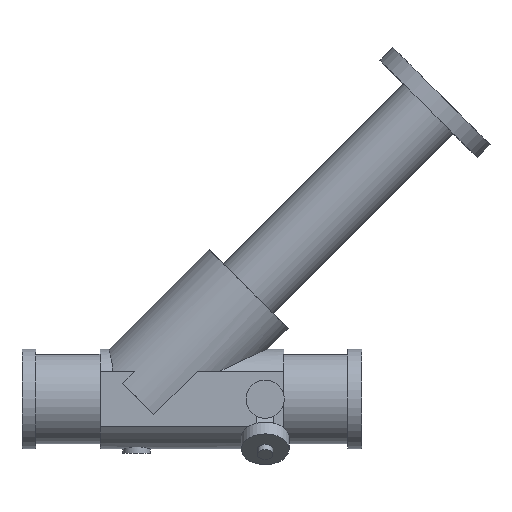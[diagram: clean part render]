
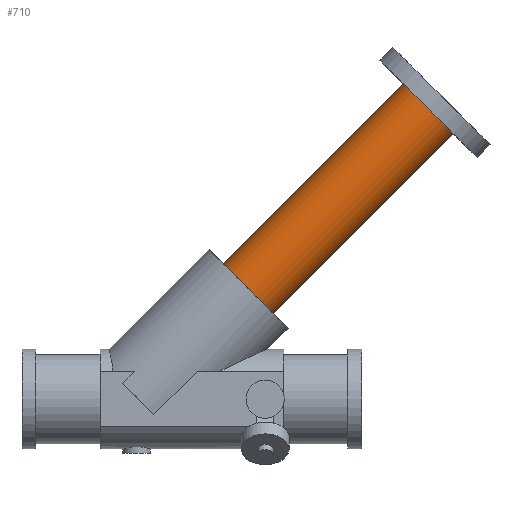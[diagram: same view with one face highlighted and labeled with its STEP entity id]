
A CAD part, front view. The second image highlights one B-rep face of the part: STEP entity #710.
In plain terms, the highlighted cylindrical face has radius 23 mm (diameter 46 mm), a full revolution.
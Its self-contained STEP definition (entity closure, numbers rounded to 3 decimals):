
#70=CIRCLE('',#788,23.);
#74=CIRCLE('',#796,23.);
#272=ORIENTED_EDGE('',*,*,#405,.F.);
#273=ORIENTED_EDGE('',*,*,#409,.T.);
#405=EDGE_CURVE('',#482,#482,#70,.T.);
#409=EDGE_CURVE('',#486,#486,#74,.T.);
#482=VERTEX_POINT('',#1170);
#486=VERTEX_POINT('',#1182);
#559=EDGE_LOOP('',(#272));
#560=EDGE_LOOP('',(#273));
#634=FACE_BOUND('',#559,.T.);
#635=FACE_BOUND('',#560,.T.);
#671=CYLINDRICAL_SURFACE('',#795,23.);
#710=ADVANCED_FACE('',(#634,#635),#671,.T.);
#788=AXIS2_PLACEMENT_3D('',#1169,#954,#955);
#795=AXIS2_PLACEMENT_3D('',#1180,#968,#969);
#796=AXIS2_PLACEMENT_3D('',#1181,#970,#971);
#954=DIRECTION('',(0.707,0.,0.707));
#955=DIRECTION('',(0.707,0.,-0.707));
#968=DIRECTION('',(-0.707,0.,-0.707));
#969=DIRECTION('',(-0.707,0.,0.707));
#970=DIRECTION('',(0.707,0.,0.707));
#971=DIRECTION('',(0.707,0.,-0.707));
#1169=CARTESIAN_POINT('',(154.829,0.,189.829));
#1170=CARTESIAN_POINT('',(171.093,0.,173.566));
#1180=CARTESIAN_POINT('',(154.829,0.,189.829));
#1181=CARTESIAN_POINT('',(37.125,0.,72.125));
#1182=CARTESIAN_POINT('',(53.388,0.,55.861));
